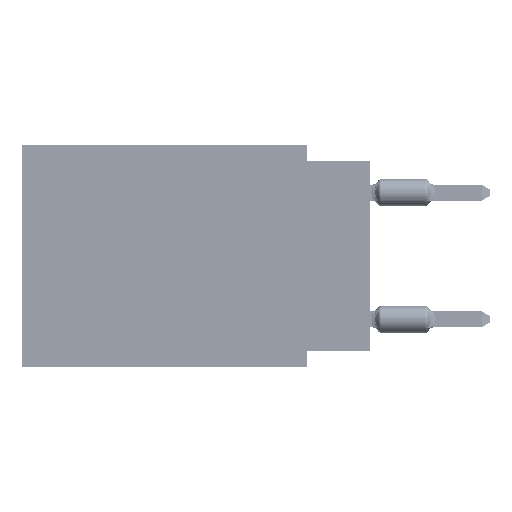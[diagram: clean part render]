
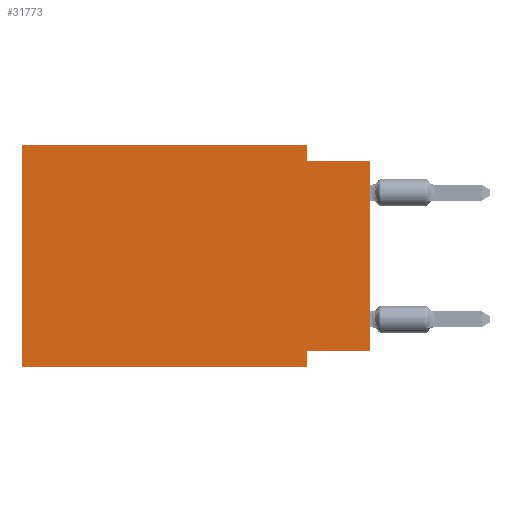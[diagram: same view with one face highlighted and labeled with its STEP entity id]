
A CAD part, left-side view. The second image highlights one B-rep face of the part: STEP entity #31773.
In plain terms, the highlighted planar face has unit normal (-1, 0, 0).
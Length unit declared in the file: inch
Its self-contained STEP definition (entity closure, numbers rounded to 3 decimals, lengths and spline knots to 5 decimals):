
#1365 = VECTOR ( 'NONE', #66387, 39.37008 ) ;
#2112 = DIRECTION ( 'NONE',  ( 0., 0., -1. ) ) ;
#2934 = EDGE_CURVE ( 'NONE', #36595, #43937, #30176, .T. ) ;
#2958 = DIRECTION ( 'NONE',  ( 0., 0., -1. ) ) ;
#3113 = LINE ( 'NONE', #55829, #1365 ) ;
#3819 = ORIENTED_EDGE ( 'NONE', *, *, #11366, .F. ) ;
#6227 = VERTEX_POINT ( 'NONE', #35795 ) ;
#8415 = EDGE_CURVE ( 'NONE', #69106, #15605, #39844, .T. ) ;
#10639 = ORIENTED_EDGE ( 'NONE', *, *, #19869, .F. ) ;
#11366 = EDGE_CURVE ( 'NONE', #35110, #69106, #31621, .T. ) ;
#13517 = DIRECTION ( 'NONE',  ( 0., -1., 0. ) ) ;
#15605 = VERTEX_POINT ( 'NONE', #24580 ) ;
#16565 = DIRECTION ( 'NONE',  ( 0., 1., 0. ) ) ;
#16666 = LINE ( 'NONE', #66648, #71752 ) ;
#18154 = EDGE_CURVE ( 'NONE', #32046, #43937, #30073, .T. ) ;
#18167 = DIRECTION ( 'NONE',  ( 0., -1., 0. ) ) ;
#18515 = CARTESIAN_POINT ( 'NONE',  ( 0., 0.1, -0.025 ) ) ;
#19514 = ORIENTED_EDGE ( 'NONE', *, *, #2934, .F. ) ;
#19869 = EDGE_CURVE ( 'NONE', #32046, #29472, #16666, .T. ) ;
#21019 = CARTESIAN_POINT ( 'NONE',  ( 0., 0.55, 0. ) ) ;
#21388 = CARTESIAN_POINT ( 'NONE',  ( 0., 0.55, -0.35 ) ) ;
#24580 = CARTESIAN_POINT ( 'NONE',  ( 0., 0.1, 0. ) ) ;
#24664 = CARTESIAN_POINT ( 'NONE',  ( 0., 0., -0.025 ) ) ;
#25559 = CARTESIAN_POINT ( 'NONE',  ( 0., 0., 0. ) ) ;
#26484 = ORIENTED_EDGE ( 'NONE', *, *, #8415, .F. ) ;
#26517 = CARTESIAN_POINT ( 'NONE',  ( 0., 0.55, 0. ) ) ;
#28112 = EDGE_CURVE ( 'NONE', #15605, #36595, #3113, .T. ) ;
#29472 = VERTEX_POINT ( 'NONE', #52794 ) ;
#30073 = LINE ( 'NONE', #25559, #43193 ) ;
#30176 = LINE ( 'NONE', #24664, #50321 ) ;
#30321 = CARTESIAN_POINT ( 'NONE',  ( 0., 0., -0.025 ) ) ;
#30924 = VECTOR ( 'NONE', #2112, 39.37008 ) ;
#31621 = LINE ( 'NONE', #21019, #47377 ) ;
#31773 = ADVANCED_FACE ( 'NONE', ( #71534 ), #37745, .F. ) ;
#32046 = VERTEX_POINT ( 'NONE', #38887 ) ;
#34496 = CARTESIAN_POINT ( 'NONE',  ( 0., 0.55, 0. ) ) ;
#35110 = VERTEX_POINT ( 'NONE', #21388 ) ;
#35795 = CARTESIAN_POINT ( 'NONE',  ( 0., 0.1, -0.35 ) ) ;
#36595 = VERTEX_POINT ( 'NONE', #18515 ) ;
#37499 = DIRECTION ( 'NONE',  ( 0., 0., 1. ) ) ;
#37745 = PLANE ( 'NONE',  #65770 ) ;
#38854 = VECTOR ( 'NONE', #13517, 39.37008 ) ;
#38887 = CARTESIAN_POINT ( 'NONE',  ( 0., 0., -0.325 ) ) ;
#39844 = LINE ( 'NONE', #34496, #60007 ) ;
#43193 = VECTOR ( 'NONE', #37499, 39.37008 ) ;
#43937 = VERTEX_POINT ( 'NONE', #30321 ) ;
#43989 = DIRECTION ( 'NONE',  ( 0., 0., 1. ) ) ;
#47377 = VECTOR ( 'NONE', #43989, 39.37008 ) ;
#47519 = LINE ( 'NONE', #63146, #30924 ) ;
#48196 = ORIENTED_EDGE ( 'NONE', *, *, #68146, .F. ) ;
#48746 = EDGE_CURVE ( 'NONE', #35110, #6227, #67718, .T. ) ;
#50321 = VECTOR ( 'NONE', #52993, 39.37008 ) ;
#52794 = CARTESIAN_POINT ( 'NONE',  ( 0., 0.1, -0.325 ) ) ;
#52993 = DIRECTION ( 'NONE',  ( 0., -1., 0. ) ) ;
#54599 = DIRECTION ( 'NONE',  ( 1., 0., 0. ) ) ;
#55185 = ORIENTED_EDGE ( 'NONE', *, *, #28112, .F. ) ;
#55829 = CARTESIAN_POINT ( 'NONE',  ( 0., 0.1, 0. ) ) ;
#58663 = CARTESIAN_POINT ( 'NONE',  ( 0., 0.55, -0.35 ) ) ;
#60007 = VECTOR ( 'NONE', #18167, 39.37008 ) ;
#60485 = CARTESIAN_POINT ( 'NONE',  ( 0., 0.55, 0. ) ) ;
#61872 = ORIENTED_EDGE ( 'NONE', *, *, #18154, .T. ) ;
#63146 = CARTESIAN_POINT ( 'NONE',  ( 0., 0.1, -0.35 ) ) ;
#65770 = AXIS2_PLACEMENT_3D ( 'NONE', #26517, #54599, #2958 ) ;
#66387 = DIRECTION ( 'NONE',  ( 0., 0., -1. ) ) ;
#66648 = CARTESIAN_POINT ( 'NONE',  ( 0., 0., -0.325 ) ) ;
#66901 = ORIENTED_EDGE ( 'NONE', *, *, #48746, .T. ) ;
#67718 = LINE ( 'NONE', #58663, #38854 ) ;
#68146 = EDGE_CURVE ( 'NONE', #29472, #6227, #47519, .T. ) ;
#69106 = VERTEX_POINT ( 'NONE', #60485 ) ;
#71534 = FACE_OUTER_BOUND ( 'NONE', #72142, .T. ) ;
#71752 = VECTOR ( 'NONE', #16565, 39.37008 ) ;
#72142 = EDGE_LOOP ( 'NONE', ( #61872, #19514, #55185, #26484, #3819, #66901, #48196, #10639 ) ) ;
